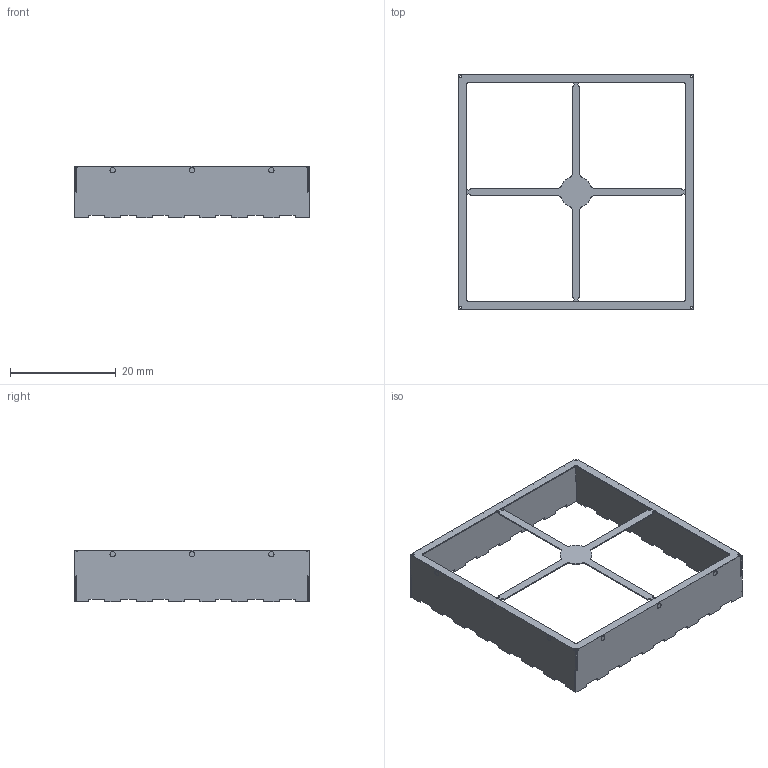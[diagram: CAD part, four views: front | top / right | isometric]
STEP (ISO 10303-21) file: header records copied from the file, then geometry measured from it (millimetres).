
FILE_DESCRIPTION(/* description */ (''),/* implementation_level */ '2;1');
FILE_NAME(/* name */ 'MSBOX_LAIRD_BMI-S-207-F.stp',/* time_stamp */ '2017-07-04T12:21:40+02:00',/* author */ ('jchouvet'),/* organization */ ('SolidWorks'),/* preprocessor_version */ 'ST-DEVELOPER v16.1',/* originating_system */ 'AutoCAD Mechanical',/* authorisation */ '');
FILE_SCHEMA (('AUTOMOTIVE_DESIGN { 1 0 10303 214 3 1 1 }'));
Length unit declared in the file: millimetre
Products named in the file (1): Product
Bounding box: 44.47 x 44.47 x 9.75 mm (x, y, z)
Volume: 406.3 mm3; surface area: 4203 mm2
Topology: 14 solids, 14 shells, 248 faces, 644 edges, 424 vertices
Faces by surface type: plane 208, cylinder 40
Full cylindrical faces by diameter (mm): 1 x12
Entity records: 7443 total; most frequent: CARTESIAN_POINT 1305, ORIENTED_EDGE 1264, DIRECTION 1210, EDGE_CURVE 632, LINE 552, VECTOR 552, VERTEX_POINT 424, AXIS2_PLACEMENT_3D 329
